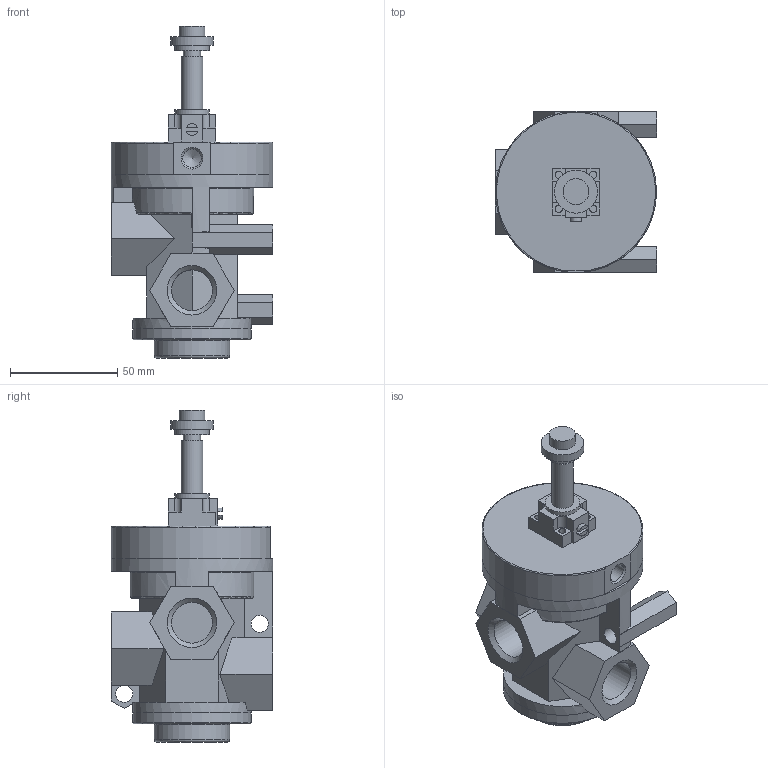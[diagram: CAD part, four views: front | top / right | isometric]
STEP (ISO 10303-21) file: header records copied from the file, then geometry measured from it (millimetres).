
FILE_DESCRIPTION((''),'2;1');
FILE_NAME('772-V_32_0_1(A-C)_M2.stp','2008-02-21T16:56:27',('pilonfr1'),(''),'Autodesk Inventor 2008','Autodesk Inventor 2008','');
FILE_SCHEMA(('AUTOMOTIVE_DESIGN { 1 0 10303 214 1 1 1 1 }'));
Length unit declared in the file: millimetre
Products named in the file (3): 772-V_32_0_1(A-C)_M2; 772_32_11_1C; M2
Assembly tree (2 placements, depth 2):
  772-V_32_0_1(A-C)_M2
    772_32_11_1C
    M2
Bounding box: 75 x 75 x 154.5 mm (x, y, z)
Volume: 286836.7 mm3; surface area: 45204.8 mm2
Topology: 2 solids, 2 shells, 157 faces, 406 edges, 265 vertices
Faces by surface type: plane 110, cylinder 33, bspline 6, torus 5, cone 3
Full cylindrical faces by diameter (mm): 8 x3, 10 x1, 12 x1, 16 x2, 19 x3, 20 x1, 35 x1, 55 x2, 75 x1
Entity records: 5062 total; most frequent: CARTESIAN_POINT 1102, DIRECTION 778, ORIENTED_EDGE 750, EDGE_CURVE 375, VECTOR 268, LINE 268, VERTEX_POINT 258, AXIS2_PLACEMENT_3D 255
